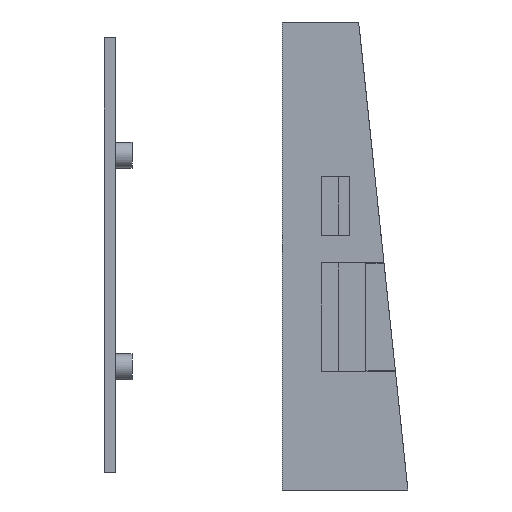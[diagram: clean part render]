
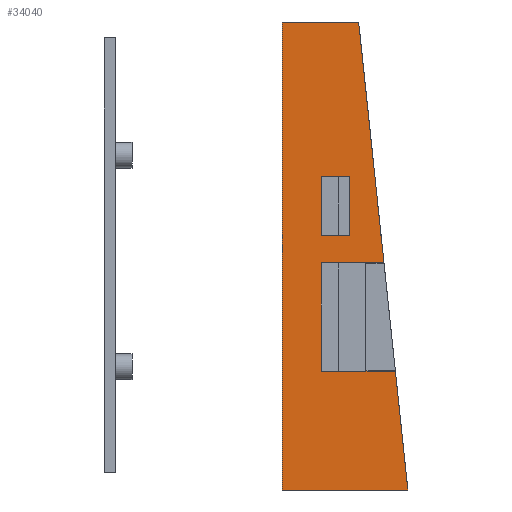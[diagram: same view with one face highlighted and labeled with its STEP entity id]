
A CAD part, left-side view. The second image highlights one B-rep face of the part: STEP entity #34040.
In plain terms, the highlighted planar face has unit normal (-1, 0, 0).
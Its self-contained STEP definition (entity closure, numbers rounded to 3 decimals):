
#137=FACE_BOUND('',#3356,.T.);
#1624=FACE_OUTER_BOUND('',#3355,.T.);
#3355=EDGE_LOOP('',(#29820,#29821,#29822,#29823,#29824,#29825,#29826,#29827,
#29828,#29829,#29830,#29831,#29832,#29833));
#3356=EDGE_LOOP('',(#29834,#29835,#29836,#29837));
#7826=LINE('',#52638,#12642);
#7827=LINE('',#52641,#12643);
#7828=LINE('',#52643,#12644);
#7829=LINE('',#52645,#12645);
#7830=LINE('',#52647,#12646);
#7831=LINE('',#52649,#12647);
#7832=LINE('',#52651,#12648);
#7833=LINE('',#52653,#12649);
#7834=LINE('',#52655,#12650);
#7835=LINE('',#52657,#12651);
#7836=LINE('',#52659,#12652);
#7837=LINE('',#52661,#12653);
#7838=LINE('',#52663,#12654);
#7839=LINE('',#52664,#12655);
#7840=LINE('',#52667,#12656);
#7841=LINE('',#52669,#12657);
#7842=LINE('',#52671,#12658);
#7843=LINE('',#52672,#12659);
#12642=VECTOR('',#43090,10.);
#12643=VECTOR('',#43093,10.);
#12644=VECTOR('',#43094,10.);
#12645=VECTOR('',#43095,10.);
#12646=VECTOR('',#43096,10.);
#12647=VECTOR('',#43097,10.);
#12648=VECTOR('',#43098,10.);
#12649=VECTOR('',#43099,10.);
#12650=VECTOR('',#43100,10.);
#12651=VECTOR('',#43101,10.);
#12652=VECTOR('',#43102,10.);
#12653=VECTOR('',#43103,10.);
#12654=VECTOR('',#43104,10.);
#12655=VECTOR('',#43105,10.);
#12656=VECTOR('',#43106,10.);
#12657=VECTOR('',#43107,10.);
#12658=VECTOR('',#43108,10.);
#12659=VECTOR('',#43109,10.);
#16049=VERTEX_POINT('',#52631);
#16052=VERTEX_POINT('',#52636);
#16053=VERTEX_POINT('',#52640);
#16054=VERTEX_POINT('',#52642);
#16055=VERTEX_POINT('',#52644);
#16056=VERTEX_POINT('',#52646);
#16057=VERTEX_POINT('',#52648);
#16058=VERTEX_POINT('',#52650);
#16059=VERTEX_POINT('',#52652);
#16060=VERTEX_POINT('',#52654);
#16061=VERTEX_POINT('',#52656);
#16062=VERTEX_POINT('',#52658);
#16063=VERTEX_POINT('',#52660);
#16064=VERTEX_POINT('',#52662);
#16065=VERTEX_POINT('',#52665);
#16066=VERTEX_POINT('',#52666);
#16067=VERTEX_POINT('',#52668);
#16068=VERTEX_POINT('',#52670);
#20705=EDGE_CURVE('',#16049,#16052,#7826,.T.);
#20706=EDGE_CURVE('',#16053,#16049,#7827,.T.);
#20707=EDGE_CURVE('',#16054,#16052,#7828,.T.);
#20708=EDGE_CURVE('',#16055,#16054,#7829,.T.);
#20709=EDGE_CURVE('',#16055,#16056,#7830,.T.);
#20710=EDGE_CURVE('',#16056,#16057,#7831,.T.);
#20711=EDGE_CURVE('',#16057,#16058,#7832,.T.);
#20712=EDGE_CURVE('',#16058,#16059,#7833,.T.);
#20713=EDGE_CURVE('',#16059,#16060,#7834,.T.);
#20714=EDGE_CURVE('',#16060,#16061,#7835,.T.);
#20715=EDGE_CURVE('',#16061,#16062,#7836,.T.);
#20716=EDGE_CURVE('',#16062,#16063,#7837,.T.);
#20717=EDGE_CURVE('',#16063,#16064,#7838,.T.);
#20718=EDGE_CURVE('',#16064,#16053,#7839,.T.);
#20719=EDGE_CURVE('',#16065,#16066,#7840,.T.);
#20720=EDGE_CURVE('',#16066,#16067,#7841,.T.);
#20721=EDGE_CURVE('',#16067,#16068,#7842,.T.);
#20722=EDGE_CURVE('',#16068,#16065,#7843,.T.);
#29820=ORIENTED_EDGE('',*,*,#20706,.T.);
#29821=ORIENTED_EDGE('',*,*,#20705,.T.);
#29822=ORIENTED_EDGE('',*,*,#20707,.F.);
#29823=ORIENTED_EDGE('',*,*,#20708,.F.);
#29824=ORIENTED_EDGE('',*,*,#20709,.T.);
#29825=ORIENTED_EDGE('',*,*,#20710,.T.);
#29826=ORIENTED_EDGE('',*,*,#20711,.T.);
#29827=ORIENTED_EDGE('',*,*,#20712,.T.);
#29828=ORIENTED_EDGE('',*,*,#20713,.T.);
#29829=ORIENTED_EDGE('',*,*,#20714,.T.);
#29830=ORIENTED_EDGE('',*,*,#20715,.T.);
#29831=ORIENTED_EDGE('',*,*,#20716,.T.);
#29832=ORIENTED_EDGE('',*,*,#20717,.T.);
#29833=ORIENTED_EDGE('',*,*,#20718,.T.);
#29834=ORIENTED_EDGE('',*,*,#20719,.T.);
#29835=ORIENTED_EDGE('',*,*,#20720,.T.);
#29836=ORIENTED_EDGE('',*,*,#20721,.T.);
#29837=ORIENTED_EDGE('',*,*,#20722,.T.);
#32411=PLANE('',#35711);
#34040=ADVANCED_FACE('',(#1624,#137),#32411,.T.);
#35711=AXIS2_PLACEMENT_3D('',#52639,#43091,#43092);
#43090=DIRECTION('',(0.,1.,0.));
#43091=DIRECTION('center_axis',(-1.,0.,0.));
#43092=DIRECTION('ref_axis',(0.,0.,-1.));
#43093=DIRECTION('',(0.,0.105,0.995));
#43094=DIRECTION('',(0.,0.,1.));
#43095=DIRECTION('',(0.,1.,0.));
#43096=DIRECTION('',(0.,0.105,0.995));
#43097=DIRECTION('',(0.,1.,0.));
#43098=DIRECTION('',(0.,0.,1.));
#43099=DIRECTION('',(0.,-1.,0.));
#43100=DIRECTION('',(0.,0.105,0.995));
#43101=DIRECTION('',(0.,1.,0.));
#43102=DIRECTION('',(0.,0.,1.));
#43103=DIRECTION('',(0.,0.105,0.995));
#43104=DIRECTION('',(0.,1.,0.));
#43105=DIRECTION('',(0.,0.,1.));
#43106=DIRECTION('',(0.,0.,-1.));
#43107=DIRECTION('',(0.,1.,0.));
#43108=DIRECTION('',(0.,0.,1.));
#43109=DIRECTION('',(0.,-1.,0.));
#52631=CARTESIAN_POINT('',(-113.941,-3.685,31.87));
#52636=CARTESIAN_POINT('',(-113.941,10.,31.87));
#52638=CARTESIAN_POINT('',(-113.941,0.,31.87));
#52639=CARTESIAN_POINT('Origin',(-113.941,0.,31.87));
#52640=CARTESIAN_POINT('',(-113.941,-6.597,4.16));
#52641=CARTESIAN_POINT('',(-113.941,-3.822,30.562));
#52642=CARTESIAN_POINT('',(-113.941,10.,-52.14));
#52643=CARTESIAN_POINT('',(-113.941,10.,31.87));
#52644=CARTESIAN_POINT('',(-113.941,-12.514,-52.14));
#52645=CARTESIAN_POINT('',(-113.941,0.,-52.14));
#52646=CARTESIAN_POINT('',(-113.941,-10.278,-30.86));
#52647=CARTESIAN_POINT('',(-113.941,-7.922,-8.443));
#52648=CARTESIAN_POINT('',(-113.941,3.,-30.86));
#52649=CARTESIAN_POINT('',(-113.941,0.,-30.86));
#52650=CARTESIAN_POINT('',(-113.941,3.,-11.34));
#52651=CARTESIAN_POINT('',(-113.941,3.,10.265));
#52652=CARTESIAN_POINT('',(-113.941,-8.226,-11.34));
#52653=CARTESIAN_POINT('',(-113.941,0.,-11.34));
#52654=CARTESIAN_POINT('',(-113.941,-7.716,-6.49));
#52655=CARTESIAN_POINT('',(-113.941,-5.68,12.882));
#52656=CARTESIAN_POINT('',(-113.941,-7.611,-6.49));
#52657=CARTESIAN_POINT('',(-113.941,0.,-6.49));
#52658=CARTESIAN_POINT('',(-113.941,-7.611,-5.49));
#52659=CARTESIAN_POINT('',(-113.941,-7.611,-5.99));
#52660=CARTESIAN_POINT('',(-113.941,-6.608,4.06));
#52661=CARTESIAN_POINT('',(-113.941,-7.12,-0.813));
#52662=CARTESIAN_POINT('',(-113.941,-6.597,4.06));
#52663=CARTESIAN_POINT('',(-113.941,-3.299,4.06));
#52664=CARTESIAN_POINT('',(-113.941,-6.597,-1.165));
#52665=CARTESIAN_POINT('',(-113.941,-2.,4.16));
#52666=CARTESIAN_POINT('',(-113.941,-2.,-6.49));
#52667=CARTESIAN_POINT('',(-113.941,-2.,-3.827));
#52668=CARTESIAN_POINT('',(-113.941,3.,-6.49));
#52669=CARTESIAN_POINT('',(-113.941,0.,-6.49));
#52670=CARTESIAN_POINT('',(-113.941,3.,4.16));
#52671=CARTESIAN_POINT('',(-113.941,3.,18.015));
#52672=CARTESIAN_POINT('',(-113.941,0.,4.16));
